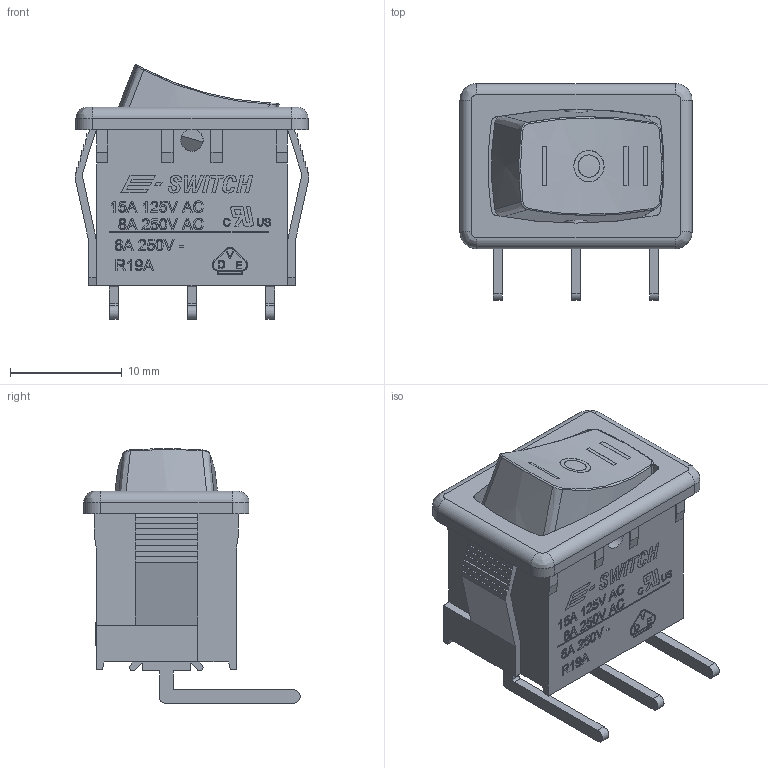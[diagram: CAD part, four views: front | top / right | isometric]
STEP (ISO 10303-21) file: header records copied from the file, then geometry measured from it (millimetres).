
FILE_DESCRIPTION(/* description */ (''),/* implementation_level */ '2;1');
FILE_NAME(/* name */ 'R1966DxxxxxxBR.stp',/* time_stamp */ '2025-05-29T16:19:36-05:00',/* author */ ('mroman'),/* organization */ (''),/* preprocessor_version */ 'ST-DEVELOPER v18.1',/* originating_system */ 'Autodesk Inventor 2022',/* authorisation */ '');
FILE_SCHEMA (('AUTOMOTIVE_DESIGN { 1 0 10303 214 3 1 1 }'));
Length unit declared in the file: centimetre
Products named in the file (1): R1966DxxxxxxBR
Bounding box: 20.94 x 19.4 x 22.8 mm (x, y, z)
Volume: 1818.3 mm3; surface area: 3505.2 mm2
Topology: 1 solids, 1 shells, 937 faces, 2525 edges, 1665 vertices
Faces by surface type: plane 567, bspline 302, cylinder 60, cone 8
Full cylindrical faces by diameter (mm): 2 x2
Entity records: 33012 total; most frequent: CARTESIAN_POINT 11462, ORIENTED_EDGE 5050, DIRECTION 3302, EDGE_CURVE 2525, LINE 1742, VECTOR 1742, VERTEX_POINT 1665, EDGE_LOOP 1026
